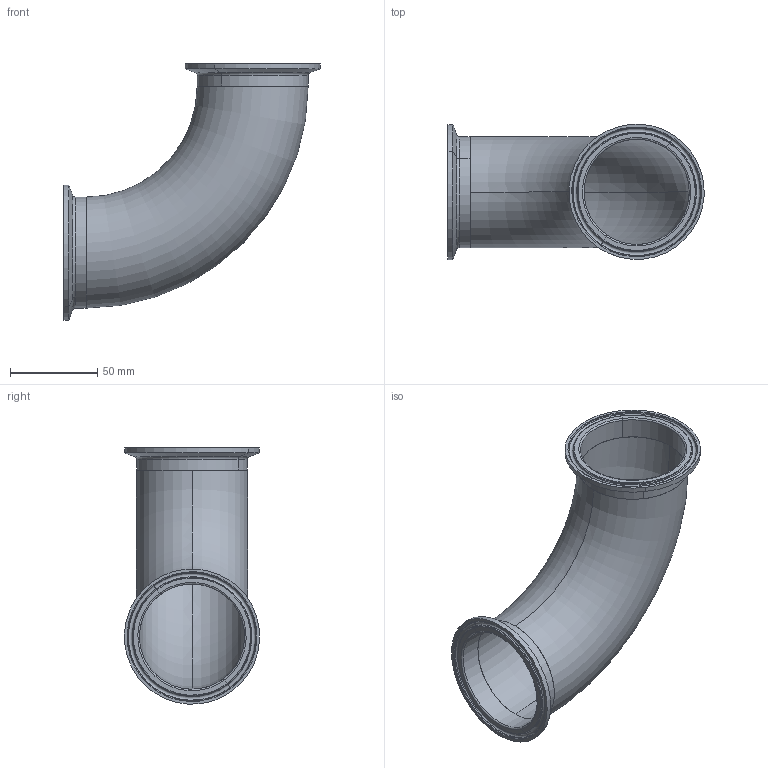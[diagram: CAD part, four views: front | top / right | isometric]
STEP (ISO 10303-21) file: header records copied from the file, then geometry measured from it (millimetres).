
FILE_DESCRIPTION (( 'STEP AP214' ), '1' );
FILE_NAME ('DT16 63.5 B.STEP', '2014-03-17T03:26:17', ( '' ), ( '' ), 'SwSTEP 2.0', 'SolidWorks 2013', '' );
FILE_SCHEMA (( 'AUTOMOTIVE_DESIGN' ));
Length unit declared in the file: inch
Products named in the file (3): DT16 63.5; DT16 63.5 B; 16 63.5
Assembly tree (3 placements, depth 2):
  DT16 63.5 B
    DT16 63.5
    16 63.5  x2
Bounding box: 146.55 x 77.28 x 146.59 mm (x, y, z)
Volume: 67104.5 mm3; surface area: 76008.9 mm2
Topology: 3 solids, 3 shells, 58 faces, 116 edges, 64 vertices
Faces by surface type: torus 24, cone 16, cylinder 12, plane 6
Entity records: 978 total; most frequent: DIRECTION 190, CARTESIAN_POINT 138, ORIENTED_EDGE 128, AXIS2_PLACEMENT_3D 88, EDGE_CURVE 64, CIRCLE 50, VERTEX_POINT 36, EDGE_LOOP 36
